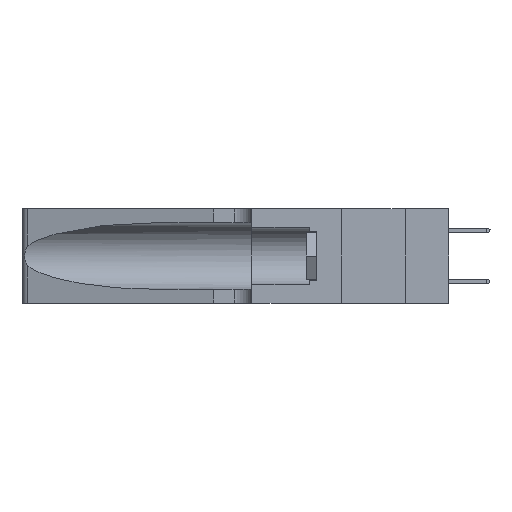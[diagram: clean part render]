
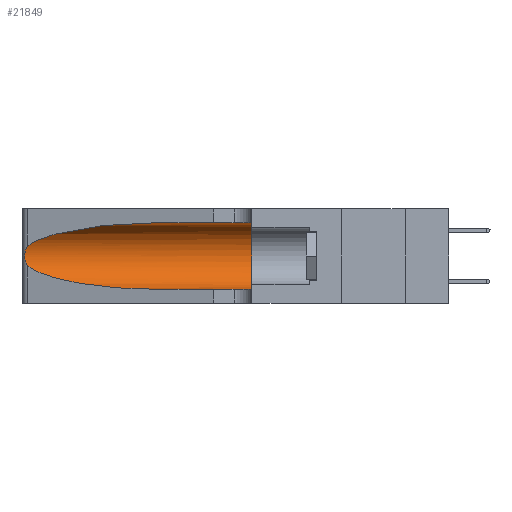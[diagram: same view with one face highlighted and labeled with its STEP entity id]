
A CAD part, left-side view. The second image highlights one B-rep face of the part: STEP entity #21849.
In plain terms, the highlighted cylindrical face has radius 3.308 mm (diameter 6.617 mm), a partial arc.
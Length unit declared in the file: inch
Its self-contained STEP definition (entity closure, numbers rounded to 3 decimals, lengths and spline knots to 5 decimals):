
#948 = LINE ( 'NONE', #29537, #26103 ) ;
#1946 = EDGE_CURVE ( 'NONE', #20339, #30465, #7094, .T. ) ;
#2151 =( BOUNDED_CURVE ( )  B_SPLINE_CURVE ( 3, ( #30045, #14422, #11578, #28471 ),
 .UNSPECIFIED., .F., .F. ) 
 B_SPLINE_CURVE_WITH_KNOTS ( ( 4, 4 ),
 ( 3.44316, 4.71239 ),
 .UNSPECIFIED. ) 
 CURVE ( )  GEOMETRIC_REPRESENTATION_ITEM ( )  RATIONAL_B_SPLINE_CURVE ( ( 1., 0.87, 0.87, 1. ) ) 
 REPRESENTATION_ITEM ( '' )  );
#2569 = CARTESIAN_POINT ( 'NONE',  ( 0.2373, 1.15595, 0.28018 ) ) ;
#3063 = EDGE_CURVE ( 'NONE', #14603, #6043, #2151, .T. ) ;
#4301 = CARTESIAN_POINT ( 'NONE',  ( 0.25787, 1.23484, 0.2124 ) ) ;
#5137 = CARTESIAN_POINT ( 'NONE',  ( 0.18966, 0.96281, 0.31525 ) ) ;
#5469 = EDGE_CURVE ( 'NONE', #30465, #22185, #9755, .T. ) ;
#5764 = CARTESIAN_POINT ( 'NONE',  ( 0.1305, 0.72297, 0.05475 ) ) ;
#6043 = VERTEX_POINT ( 'NONE', #5764 ) ;
#6116 = DIRECTION ( 'NONE',  ( 0., 1., 0. ) ) ;
#6309 = ORIENTED_EDGE ( 'NONE', *, *, #1946, .F. ) ;
#6336 = EDGE_LOOP ( 'NONE', ( #10001, #18316, #6873, #19718, #18849, #6309 ) ) ;
#6782 = CARTESIAN_POINT ( 'NONE',  ( 0.26018, 1.23835, 0.19895 ) ) ;
#6873 = ORIENTED_EDGE ( 'NONE', *, *, #3063, .T. ) ;
#7094 = LINE ( 'NONE', #19887, #19336 ) ;
#7613 = CARTESIAN_POINT ( 'NONE',  ( 0.1305, 0.72297, 0.31525 ) ) ;
#8181 = CARTESIAN_POINT ( 'NONE',  ( 0.1305, 0.35, 0.05475 ) ) ;
#9221 = CARTESIAN_POINT ( 'NONE',  ( 0.26075, 1.23896, 0.178 ) ) ;
#9755 = CIRCLE ( 'NONE', #21537, 0.13025 ) ;
#10001 = ORIENTED_EDGE ( 'NONE', *, *, #18176, .T. ) ;
#10044 = CARTESIAN_POINT ( 'NONE',  ( 0.25487, 1.22718, 0.22369 ) ) ;
#11578 = CARTESIAN_POINT ( 'NONE',  ( 0.18966, 0.96281, 0.05475 ) ) ;
#11672 = CARTESIAN_POINT ( 'NONE',  ( 0.25856, 1.23593, 0.16098 ) ) ;
#12836 = AXIS2_PLACEMENT_3D ( 'NONE', #16319, #21103, #30694 ) ;
#14055 = CARTESIAN_POINT ( 'NONE',  ( 0.25555, 1.22994, 0.2215 ) ) ;
#14157 = CARTESIAN_POINT ( 'NONE',  ( 0.25639, 1.23186, 0.15144 ) ) ;
#14422 = CARTESIAN_POINT ( 'NONE',  ( 0.2373, 1.15595, 0.08982 ) ) ;
#14603 = VERTEX_POINT ( 'NONE', #16406 ) ;
#16319 = CARTESIAN_POINT ( 'NONE',  ( 0.1305, 1.61858, 0.185 ) ) ;
#16406 = CARTESIAN_POINT ( 'NONE',  ( 0.25487, 1.22718, 0.14631 ) ) ;
#16520 = CARTESIAN_POINT ( 'NONE',  ( 0.25487, 1.22718, 0.22369 ) ) ;
#16622 = CARTESIAN_POINT ( 'NONE',  ( 0.25487, 1.22718, 0.14631 ) ) ;
#18045 = CARTESIAN_POINT ( 'NONE',  ( 0.25487, 1.22718, 0.22369 ) ) ;
#18176 = EDGE_CURVE ( 'NONE', #20339, #21666, #31259, .T. ) ;
#18316 = ORIENTED_EDGE ( 'NONE', *, *, #22481, .T. ) ;
#18849 = ORIENTED_EDGE ( 'NONE', *, *, #5469, .F. ) ;
#18964 = CARTESIAN_POINT ( 'NONE',  ( 0.25639, 1.23184, 0.21858 ) ) ;
#19336 = VECTOR ( 'NONE', #29281, 39.37008 ) ;
#19718 = ORIENTED_EDGE ( 'NONE', *, *, #21529, .T. ) ;
#19887 = CARTESIAN_POINT ( 'NONE',  ( 0.1305, 1.61858, 0.31525 ) ) ;
#20049 = DIRECTION ( 'NONE',  ( 0., -1., 0. ) ) ;
#20153 = B_SPLINE_CURVE_WITH_KNOTS ( 'NONE', 3,
 ( #16520, #14055, #18964, #4301, #21396, #6782, #23803, #9221, #26200, #11672, #28569, #14157, #30975, #16622 ),
 .UNSPECIFIED., .F., .F.,
 ( 4, 2, 2, 2, 2, 2, 4 ),
 ( 0., 0.00027, 0.00053, 0.00107, 0.0016, 0.00187, 0.00214 ),
 .UNSPECIFIED. ) ;
#20339 = VERTEX_POINT ( 'NONE', #30921 ) ;
#20752 = CARTESIAN_POINT ( 'NONE',  ( 0.1305, 0.35, 0.185 ) ) ;
#21103 = DIRECTION ( 'NONE',  ( 0., -1., 0. ) ) ;
#21396 = CARTESIAN_POINT ( 'NONE',  ( 0.25854, 1.2359, 0.20912 ) ) ;
#21529 = EDGE_CURVE ( 'NONE', #6043, #22185, #948, .T. ) ;
#21537 = AXIS2_PLACEMENT_3D ( 'NONE', #20752, #6116, #23155 ) ;
#21666 = VERTEX_POINT ( 'NONE', #18045 ) ;
#21849 = ADVANCED_FACE ( 'NONE', ( #24213 ), #23467, .F. ) ;
#22185 = VERTEX_POINT ( 'NONE', #8181 ) ;
#22481 = EDGE_CURVE ( 'NONE', #21666, #14603, #20153, .T. ) ;
#23155 = DIRECTION ( 'NONE',  ( 0., 0., 1. ) ) ;
#23467 = CYLINDRICAL_SURFACE ( 'NONE', #12836, 0.13025 ) ;
#23803 = CARTESIAN_POINT ( 'NONE',  ( 0.26075, 1.23896, 0.19203 ) ) ;
#24213 = FACE_OUTER_BOUND ( 'NONE', #6336, .T. ) ;
#26103 = VECTOR ( 'NONE', #20049, 39.37008 ) ;
#26200 = CARTESIAN_POINT ( 'NONE',  ( 0.26017, 1.23833, 0.17102 ) ) ;
#28471 = CARTESIAN_POINT ( 'NONE',  ( 0.1305, 0.72297, 0.05475 ) ) ;
#28569 = CARTESIAN_POINT ( 'NONE',  ( 0.25789, 1.23486, 0.15765 ) ) ;
#28604 = CARTESIAN_POINT ( 'NONE',  ( 0.1305, 0.35, 0.31525 ) ) ;
#29281 = DIRECTION ( 'NONE',  ( 0., -1., 0. ) ) ;
#29537 = CARTESIAN_POINT ( 'NONE',  ( 0.1305, 1.61858, 0.05475 ) ) ;
#30045 = CARTESIAN_POINT ( 'NONE',  ( 0.25487, 1.22718, 0.14631 ) ) ;
#30465 = VERTEX_POINT ( 'NONE', #28604 ) ;
#30694 = DIRECTION ( 'NONE',  ( 0., 0., -1. ) ) ;
#30921 = CARTESIAN_POINT ( 'NONE',  ( 0.1305, 0.72297, 0.31525 ) ) ;
#30975 = CARTESIAN_POINT ( 'NONE',  ( 0.25555, 1.22993, 0.14849 ) ) ;
#31259 =( BOUNDED_CURVE ( )  B_SPLINE_CURVE ( 3, ( #7613, #5137, #2569, #10044 ),
 .UNSPECIFIED., .F., .F. ) 
 B_SPLINE_CURVE_WITH_KNOTS ( ( 4, 4 ),
 ( 1.5708, 2.84003 ),
 .UNSPECIFIED. ) 
 CURVE ( )  GEOMETRIC_REPRESENTATION_ITEM ( )  RATIONAL_B_SPLINE_CURVE ( ( 1., 0.87, 0.87, 1. ) ) 
 REPRESENTATION_ITEM ( '' )  );
